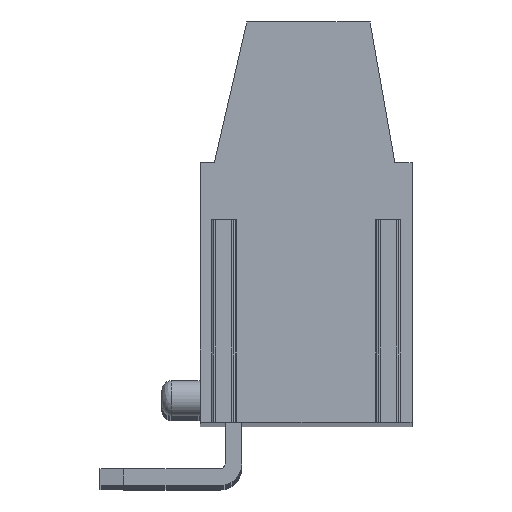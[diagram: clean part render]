
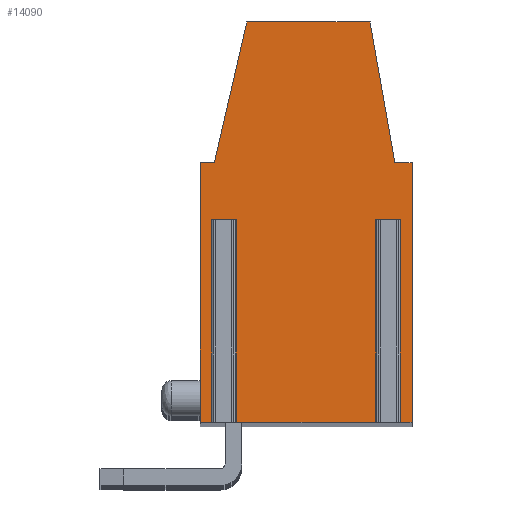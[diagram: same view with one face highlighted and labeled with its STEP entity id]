
A CAD part, top view. The second image highlights one B-rep face of the part: STEP entity #14090.
In plain terms, the highlighted planar face has unit normal (0, 0, 1).
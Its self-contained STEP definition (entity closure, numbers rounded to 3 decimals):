
#13=DIRECTION('',(-1.,0.,0.));
#14=VECTOR('',#13,0.814);
#15=CARTESIAN_POINT('',(6.453,1.45,112.5));
#16=LINE('',#15,#14);
#17=DIRECTION('',(0.,-1.,0.));
#18=VECTOR('',#17,8.5);
#19=CARTESIAN_POINT('',(5.639,1.45,112.5));
#20=LINE('',#19,#18);
#21=DIRECTION('',(-1.,0.,0.));
#22=VECTOR('',#21,6.078);
#23=CARTESIAN_POINT('',(5.639,-7.05,112.5));
#24=LINE('',#23,#22);
#25=DIRECTION('',(0.,-1.,0.));
#26=VECTOR('',#25,8.5);
#27=CARTESIAN_POINT('',(-0.439,1.45,112.5));
#28=LINE('',#27,#26);
#29=DIRECTION('',(-1.,0.,0.));
#30=VECTOR('',#29,0.814);
#31=CARTESIAN_POINT('',(-0.439,1.45,112.5));
#32=LINE('',#31,#30);
#33=DIRECTION('',(0.,-1.,0.));
#34=VECTOR('',#33,8.5);
#35=CARTESIAN_POINT('',(-1.253,1.45,112.5));
#36=LINE('',#35,#34);
#37=DIRECTION('',(-1.,0.,0.));
#38=VECTOR('',#37,0.597);
#39=CARTESIAN_POINT('',(-1.253,-7.05,112.5));
#40=LINE('',#39,#38);
#41=DIRECTION('',(0.,1.,0.));
#42=VECTOR('',#41,10.9);
#43=CARTESIAN_POINT('',(-1.85,-7.05,112.5));
#44=LINE('',#43,#42);
#45=DIRECTION('',(1.,0.,0.));
#46=VECTOR('',#45,0.6);
#47=CARTESIAN_POINT('',(-1.85,3.85,112.5));
#48=LINE('',#47,#46);
#49=DIRECTION('',(0.225,0.974,0.));
#50=VECTOR('',#49,6.055);
#51=CARTESIAN_POINT('',(-1.25,3.85,112.5));
#52=LINE('',#51,#50);
#53=DIRECTION('',(1.,0.,0.));
#54=VECTOR('',#53,5.178);
#55=CARTESIAN_POINT('',(0.112,9.75,112.5));
#56=LINE('',#55,#54);
#57=DIRECTION('',(0.174,-0.985,0.));
#58=VECTOR('',#57,5.991);
#59=CARTESIAN_POINT('',(5.29,9.75,112.5));
#60=LINE('',#59,#58);
#61=DIRECTION('',(1.,0.,0.));
#62=VECTOR('',#61,0.72);
#63=CARTESIAN_POINT('',(6.33,3.85,112.5));
#64=LINE('',#63,#62);
#65=DIRECTION('',(0.,-1.,0.));
#66=VECTOR('',#65,10.9);
#67=CARTESIAN_POINT('',(7.05,3.85,112.5));
#68=LINE('',#67,#66);
#69=DIRECTION('',(-1.,0.,0.));
#70=VECTOR('',#69,0.597);
#71=CARTESIAN_POINT('',(7.05,-7.05,112.5));
#72=LINE('',#71,#70);
#73=DIRECTION('',(0.,-1.,0.));
#74=VECTOR('',#73,8.5);
#75=CARTESIAN_POINT('',(6.453,1.45,112.5));
#76=LINE('',#75,#74);
#11043=CARTESIAN_POINT('',(7.05,3.85,112.5));
#11044=CARTESIAN_POINT('',(7.05,-7.05,112.5));
#11045=VERTEX_POINT('',#11043);
#11046=VERTEX_POINT('',#11044);
#11047=CARTESIAN_POINT('',(6.33,3.85,112.5));
#11048=VERTEX_POINT('',#11047);
#11049=CARTESIAN_POINT('',(5.29,9.75,112.5));
#11050=VERTEX_POINT('',#11049);
#11051=CARTESIAN_POINT('',(0.112,9.75,112.5));
#11052=VERTEX_POINT('',#11051);
#11053=CARTESIAN_POINT('',(-1.25,3.85,112.5));
#11054=VERTEX_POINT('',#11053);
#11055=CARTESIAN_POINT('',(-1.85,3.85,112.5));
#11056=VERTEX_POINT('',#11055);
#11057=CARTESIAN_POINT('',(-1.85,-7.05,112.5));
#11058=VERTEX_POINT('',#11057);
#11187=CARTESIAN_POINT('',(6.453,1.45,112.5));
#11188=CARTESIAN_POINT('',(5.639,1.45,112.5));
#11189=VERTEX_POINT('',#11187);
#11190=VERTEX_POINT('',#11188);
#11191=CARTESIAN_POINT('',(-0.439,1.45,112.5));
#11192=CARTESIAN_POINT('',(-1.253,1.45,112.5));
#11193=VERTEX_POINT('',#11191);
#11194=VERTEX_POINT('',#11192);
#11195=CARTESIAN_POINT('',(-1.253,-7.05,112.5));
#11196=VERTEX_POINT('',#11195);
#11197=CARTESIAN_POINT('',(-0.439,-7.05,112.5));
#11198=VERTEX_POINT('',#11197);
#11199=CARTESIAN_POINT('',(5.639,-7.05,112.5));
#11200=VERTEX_POINT('',#11199);
#11201=CARTESIAN_POINT('',(6.453,-7.05,112.5));
#11202=VERTEX_POINT('',#11201);
#14051=CARTESIAN_POINT('',(0.,0.,112.5));
#14052=DIRECTION('',(0.,0.,1.));
#14053=DIRECTION('',(1.,0.,0.));
#14054=AXIS2_PLACEMENT_3D('',#14051,#14052,#14053);
#14055=PLANE('',#14054);
#14057=ORIENTED_EDGE('',*,*,#14056,.T.);
#14059=ORIENTED_EDGE('',*,*,#14058,.T.);
#14061=ORIENTED_EDGE('',*,*,#14060,.T.);
#14063=ORIENTED_EDGE('',*,*,#14062,.F.);
#14065=ORIENTED_EDGE('',*,*,#14064,.T.);
#14067=ORIENTED_EDGE('',*,*,#14066,.T.);
#14069=ORIENTED_EDGE('',*,*,#14068,.T.);
#14071=ORIENTED_EDGE('',*,*,#14070,.T.);
#14073=ORIENTED_EDGE('',*,*,#14072,.T.);
#14075=ORIENTED_EDGE('',*,*,#14074,.T.);
#14077=ORIENTED_EDGE('',*,*,#14076,.T.);
#14079=ORIENTED_EDGE('',*,*,#14078,.T.);
#14081=ORIENTED_EDGE('',*,*,#14080,.T.);
#14083=ORIENTED_EDGE('',*,*,#14082,.T.);
#14085=ORIENTED_EDGE('',*,*,#14084,.T.);
#14087=ORIENTED_EDGE('',*,*,#14086,.F.);
#14088=EDGE_LOOP('',(#14057,#14059,#14061,#14063,#14065,#14067,#14069,#14071,
#14073,#14075,#14077,#14079,#14081,#14083,#14085,#14087));
#14089=FACE_OUTER_BOUND('',#14088,.F.);
#14056=EDGE_CURVE('',#11189,#11190,#16,.T.);
#14058=EDGE_CURVE('',#11190,#11200,#20,.T.);
#14060=EDGE_CURVE('',#11200,#11198,#24,.T.);
#14062=EDGE_CURVE('',#11193,#11198,#28,.T.);
#14064=EDGE_CURVE('',#11193,#11194,#32,.T.);
#14066=EDGE_CURVE('',#11194,#11196,#36,.T.);
#14068=EDGE_CURVE('',#11196,#11058,#40,.T.);
#14070=EDGE_CURVE('',#11058,#11056,#44,.T.);
#14072=EDGE_CURVE('',#11056,#11054,#48,.T.);
#14074=EDGE_CURVE('',#11054,#11052,#52,.T.);
#14076=EDGE_CURVE('',#11052,#11050,#56,.T.);
#14078=EDGE_CURVE('',#11050,#11048,#60,.T.);
#14080=EDGE_CURVE('',#11048,#11045,#64,.T.);
#14082=EDGE_CURVE('',#11045,#11046,#68,.T.);
#14084=EDGE_CURVE('',#11046,#11202,#72,.T.);
#14086=EDGE_CURVE('',#11189,#11202,#76,.T.);
#14090=ADVANCED_FACE('',(#14089),#14055,.T.);
